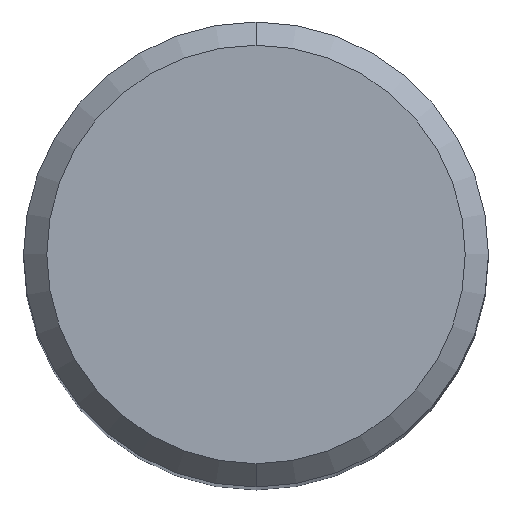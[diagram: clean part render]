
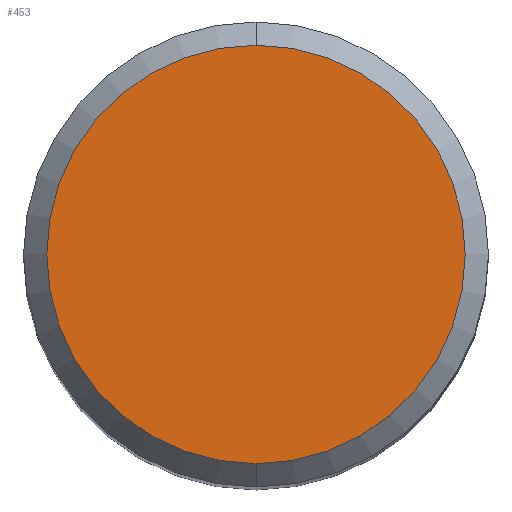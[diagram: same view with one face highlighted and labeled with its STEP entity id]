
A CAD part, top view. The second image highlights one B-rep face of the part: STEP entity #453.
In plain terms, the highlighted planar face has unit normal (0, 0, 1).
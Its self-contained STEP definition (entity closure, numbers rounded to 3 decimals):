
#343=VERTEX_POINT('',#864);
#365=EDGE_CURVE('',#343,#547,#888,.T.);
#453=ADVANCED_FACE('',(#988),#989,.T.);
#547=VERTEX_POINT('',#1090);
#675=EDGE_CURVE('',#547,#343,#1229,.T.);
#864=CARTESIAN_POINT('',(0.,-5.4,0.0));
#888=CIRCLE('',#1735,5.4);
#988=FACE_OUTER_BOUND('',#2989,.T.);
#989=PLANE('',#2990);
#1090=CARTESIAN_POINT('',(0.0,5.4,0.0));
#1229=CIRCLE('',#4298,5.4);
#1735=AXIS2_PLACEMENT_3D('',#5441,#5442,#5443);
#2989=EDGE_LOOP('',(#5616,#5617));
#2990=AXIS2_PLACEMENT_3D('',#5618,#5619,#5620);
#4298=AXIS2_PLACEMENT_3D('',#5844,#5845,#5846);
#5441=CARTESIAN_POINT('',(0.0,0.0,0.0));
#5442=DIRECTION('',(0.0,0.0,-1.0));
#5443=DIRECTION('',(0.0,1.0,0.0));
#5616=ORIENTED_EDGE('',*,*,#675,.F.);
#5617=ORIENTED_EDGE('',*,*,#365,.F.);
#5618=CARTESIAN_POINT('',(0.0,2.7,0.0));
#5619=DIRECTION('',(-0.0,0.0,1.0));
#5620=DIRECTION('',(0.0,-1.0,0.0));
#5844=CARTESIAN_POINT('',(0.0,0.0,0.0));
#5845=DIRECTION('',(0.0,0.0,-1.0));
#5846=DIRECTION('',(0.0,1.0,0.0));
